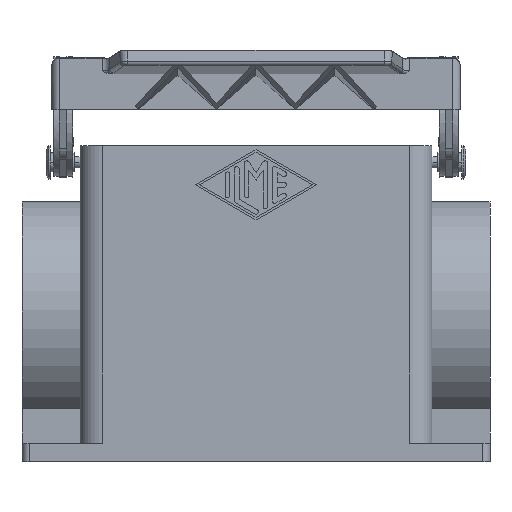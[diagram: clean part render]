
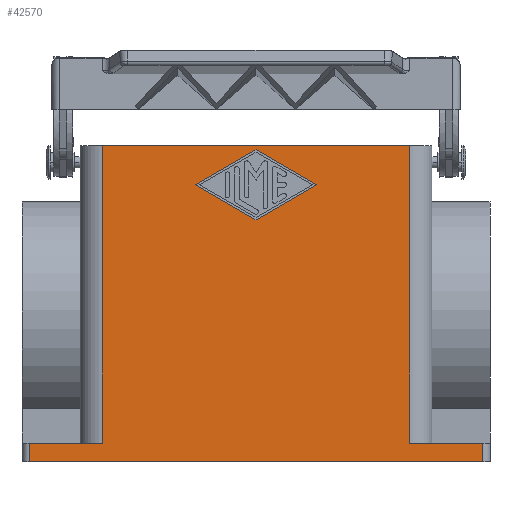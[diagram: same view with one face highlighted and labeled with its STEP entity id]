
A CAD part, front view. The second image highlights one B-rep face of the part: STEP entity #42570.
In plain terms, the highlighted planar face has unit normal (0, -1, 0).
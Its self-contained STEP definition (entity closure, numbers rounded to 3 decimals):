
#60=CARTESIAN_POINT('',(60.5,-42.,-50.));
#70=DIRECTION('',(0.,0.,-1.));
#80=VECTOR('',#70,1.);
#90=LINE('',#60,#80);
#100=CARTESIAN_POINT('',(60.5,-42.,-50.));
#110=VERTEX_POINT('',#100);
#120=CARTESIAN_POINT('',(60.5,-42.,-55.));
#130=VERTEX_POINT('',#120);
#140=EDGE_CURVE('',#110,#130,#90,.T.);
#1190=CARTESIAN_POINT('',(-60.5,-42.,-50.));
#1200=VERTEX_POINT('',#1190);
#1230=CARTESIAN_POINT('',(-60.5,-42.,-55.));
#1240=DIRECTION('',(0.,0.,1.));
#1250=VECTOR('',#1240,1.);
#1260=LINE('',#1230,#1250);
#1270=CARTESIAN_POINT('',(-60.5,-42.,-55.));
#1280=VERTEX_POINT('',#1270);
#1290=EDGE_CURVE('',#1280,#1200,#1260,.T.);
#32450=CARTESIAN_POINT('',(0.,-42.,9.625));
#32460=VERTEX_POINT('',#32450);
#32510=CARTESIAN_POINT('',(0.,-42.,9.625));
#32520=DIRECTION('',(-0.866,-0.,0.5));
#32530=VECTOR('',#32520,1.);
#32540=LINE('',#32510,#32530);
#32550=CARTESIAN_POINT('',(-16.25,-42.,19.));
#32560=VERTEX_POINT('',#32550);
#32570=EDGE_CURVE('',#32460,#32560,#32540,.T.);
#32920=CARTESIAN_POINT('',(16.25,-42.,19.));
#32930=VERTEX_POINT('',#32920);
#32980=CARTESIAN_POINT('',(0.,-42.,9.625));
#32990=DIRECTION('',(-0.866,-0.,-0.5));
#33000=VECTOR('',#32990,1.);
#33010=LINE('',#32980,#33000);
#33020=EDGE_CURVE('',#32930,#32460,#33010,.T.);
#33300=CARTESIAN_POINT('',(0.,-42.,28.375));
#33310=VERTEX_POINT('',#33300);
#33360=CARTESIAN_POINT('',(0.,-42.,28.375));
#33370=DIRECTION('',(0.866,-0.,-0.5));
#33380=VECTOR('',#33370,1.);
#33390=LINE('',#33360,#33380);
#33400=EDGE_CURVE('',#33310,#32930,#33390,.T.);
#33650=CARTESIAN_POINT('',(0.,-42.,28.375));
#33660=DIRECTION('',(0.866,-0.,0.5));
#33670=VECTOR('',#33660,1.);
#33680=LINE('',#33650,#33670);
#33690=EDGE_CURVE('',#32560,#33310,#33680,.T.);
#41980=CARTESIAN_POINT('',(-72.6,-42.,37.95));
#41990=DIRECTION('',(0.,-1.,0.));
#42000=DIRECTION('',(-1.,-0.,0.));
#42010=AXIS2_PLACEMENT_3D('',#41980,#41990,#42000);
#42020=PLANE('',#42010);
#42030=CARTESIAN_POINT('',(-41.,-42.,-50.));
#42040=DIRECTION('',(0.,0.,1.));
#42050=VECTOR('',#42040,1.);
#42060=LINE('',#42030,#42050);
#42070=CARTESIAN_POINT('',(-41.,-42.,-50.));
#42080=VERTEX_POINT('',#42070);
#42090=CARTESIAN_POINT('',(-41.,-42.,29.5));
#42100=VERTEX_POINT('',#42090);
#42110=EDGE_CURVE('',#42080,#42100,#42060,.T.);
#42120=ORIENTED_EDGE('',*,*,#42110,.F.);
#42130=CARTESIAN_POINT('',(0.,-42.,29.5));
#42140=DIRECTION('',(-1.,0.,0.));
#42150=VECTOR('',#42140,1.);
#42160=LINE('',#42130,#42150);
#42170=CARTESIAN_POINT('',(41.,-42.,29.5));
#42180=VERTEX_POINT('',#42170);
#42190=EDGE_CURVE('',#42180,#42100,#42160,.T.);
#42200=ORIENTED_EDGE('',*,*,#42190,.T.);
#42210=CARTESIAN_POINT('',(41.,-42.,-50.));
#42220=DIRECTION('',(0.,0.,1.));
#42230=VECTOR('',#42220,1.);
#42240=LINE('',#42210,#42230);
#42250=CARTESIAN_POINT('',(41.,-42.,-50.));
#42260=VERTEX_POINT('',#42250);
#42270=EDGE_CURVE('',#42260,#42180,#42240,.T.);
#42280=ORIENTED_EDGE('',*,*,#42270,.T.);
#42290=CARTESIAN_POINT('',(0.,-42.,-50.));
#42300=DIRECTION('',(-1.,0.,0.));
#42310=VECTOR('',#42300,1.);
#42320=LINE('',#42290,#42310);
#42330=EDGE_CURVE('',#110,#42260,#42320,.T.);
#42340=ORIENTED_EDGE('',*,*,#42330,.T.);
#42350=ORIENTED_EDGE('',*,*,#140,.F.);
#42360=CARTESIAN_POINT('',(0.,-42.,-55.));
#42370=DIRECTION('',(-1.,-0.,-0.));
#42380=VECTOR('',#42370,1.);
#42390=LINE('',#42360,#42380);
#42400=EDGE_CURVE('',#130,#1280,#42390,.T.);
#42410=ORIENTED_EDGE('',*,*,#42400,.F.);
#42420=ORIENTED_EDGE('',*,*,#1290,.F.);
#42430=CARTESIAN_POINT('',(0.,-42.,-50.));
#42440=DIRECTION('',(-1.,0.,0.));
#42450=VECTOR('',#42440,1.);
#42460=LINE('',#42430,#42450);
#42470=EDGE_CURVE('',#42080,#1200,#42460,.T.);
#42480=ORIENTED_EDGE('',*,*,#42470,.T.);
#42490=EDGE_LOOP('',(#42480,#42420,#42410,#42350,#42340,#42280,#42200,
#42120));
#42500=FACE_OUTER_BOUND('',#42490,.T.);
#42510=ORIENTED_EDGE('',*,*,#33020,.T.);
#42520=ORIENTED_EDGE('',*,*,#33400,.T.);
#42530=ORIENTED_EDGE('',*,*,#33690,.T.);
#42540=ORIENTED_EDGE('',*,*,#32570,.T.);
#42550=EDGE_LOOP('',(#42540,#42530,#42520,#42510));
#42560=FACE_BOUND('',#42550,.T.);
#42570=ADVANCED_FACE('',(#42500,#42560),#42020,.T.);
